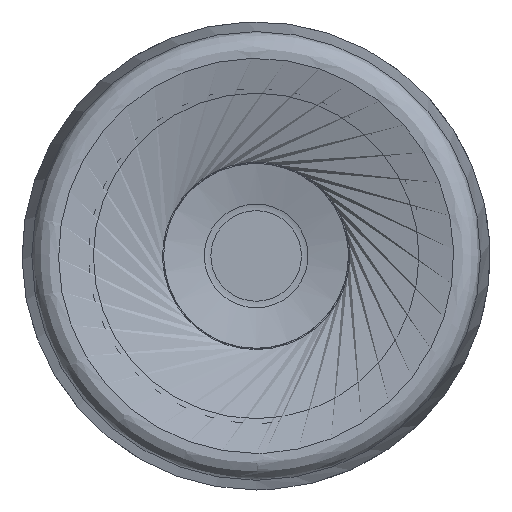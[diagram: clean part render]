
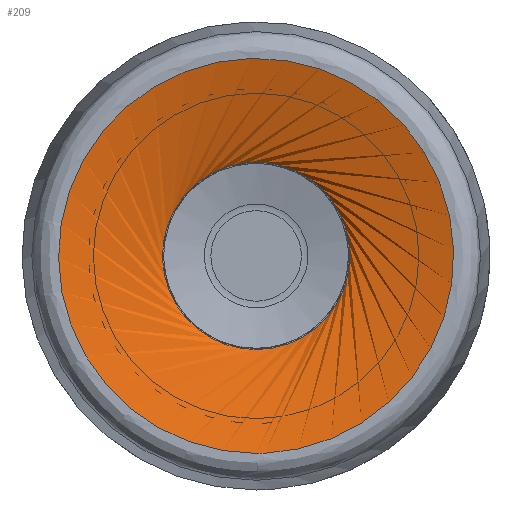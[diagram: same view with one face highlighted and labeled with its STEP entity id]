
A CAD part, left-side view. The second image highlights one B-rep face of the part: STEP entity #209.
In plain terms, the highlighted face is a revolution surface.
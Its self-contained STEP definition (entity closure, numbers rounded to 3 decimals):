
#27=LINE('',#626,#31);
#31=VECTOR('',#550,5.466);
#39=SURFACE_OF_REVOLUTION('',#27,#47);
#47=AXIS1_PLACEMENT('',#627,#551);
#209=ADVANCED_FACE('',(#254,#255),#39,.T.);
#254=FACE_BOUND('',#298,.T.);
#255=FACE_BOUND('',#299,.T.);
#298=EDGE_LOOP('',(#342));
#299=EDGE_LOOP('',(#343));
#342=ORIENTED_EDGE('',*,*,#381,.F.);
#343=ORIENTED_EDGE('',*,*,#387,.T.);
#359=VERTEX_POINT('',#599);
#365=VERTEX_POINT('',#623);
#381=EDGE_CURVE('',#359,#359,#403,.T.);
#387=EDGE_CURVE('',#365,#365,#412,.T.);
#403=CIRCLE('',#445,7.048);
#412=CIRCLE('',#454,3.342);
#445=AXIS2_PLACEMENT_3D('',#598,#518,#519);
#454=AXIS2_PLACEMENT_3D('',#622,#545,#546);
#518=DIRECTION('',(1.,0.,0.));
#519=DIRECTION('',(0.,0.,-1.));
#545=DIRECTION('',(1.,0.,0.));
#546=DIRECTION('',(0.,0.,-1.));
#550=DIRECTION('',(-0.254,-0.885,-0.391));
#551=DIRECTION('',(1.,0.,0.));
#598=CARTESIAN_POINT('',(-0.006,0.,0.));
#599=CARTESIAN_POINT('',(-0.006,0.,-7.048));
#622=CARTESIAN_POINT('',(1.379,0.,0.));
#623=CARTESIAN_POINT('',(1.379,0.,-3.342));
#626=CARTESIAN_POINT('',(1.379,-2.203,2.514));
#627=CARTESIAN_POINT('',(25.,0.,0.));
